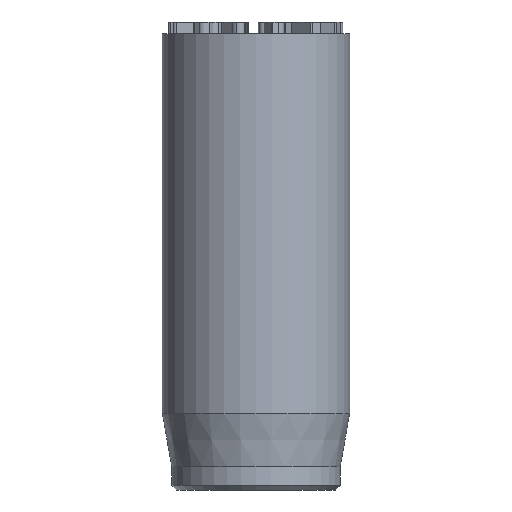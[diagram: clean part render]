
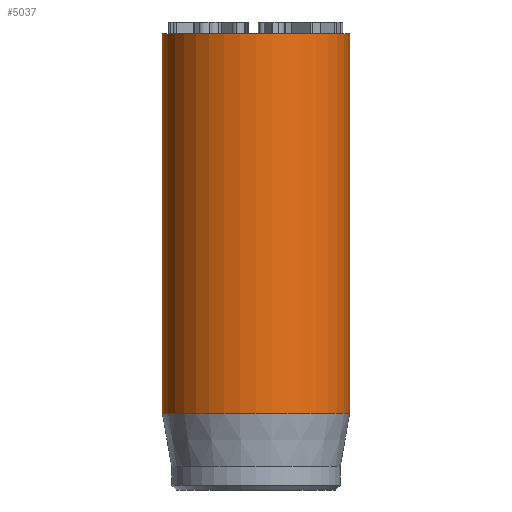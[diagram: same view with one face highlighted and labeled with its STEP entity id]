
A CAD part, front view. The second image highlights one B-rep face of the part: STEP entity #5037.
In plain terms, the highlighted cylindrical face has radius 4 mm (diameter 8 mm), a full revolution.
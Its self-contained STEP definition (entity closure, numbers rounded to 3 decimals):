
#32=CYLINDRICAL_SURFACE('',#5240,4.);
#44=CIRCLE('',#5208,4.);
#60=CIRCLE('',#5238,4.);
#61=CIRCLE('',#5239,4.);
#461=FACE_OUTER_BOUND('',#755,.T.);
#755=EDGE_LOOP('',(#4547,#4548,#4549,#4550,#4551));
#1170=LINE('',#9302,#1591);
#1591=VECTOR('',#5925,4.);
#2362=VERTEX_POINT('',#9242);
#2378=VERTEX_POINT('',#9296);
#2379=VERTEX_POINT('',#9297);
#3081=EDGE_CURVE('',#2362,#2362,#44,.T.);
#3105=EDGE_CURVE('',#2378,#2379,#60,.T.);
#3106=EDGE_CURVE('',#2379,#2378,#61,.T.);
#3108=EDGE_CURVE('',#2362,#2378,#1170,.T.);
#4547=ORIENTED_EDGE('',*,*,#3081,.T.);
#4548=ORIENTED_EDGE('',*,*,#3108,.T.);
#4549=ORIENTED_EDGE('',*,*,#3105,.T.);
#4550=ORIENTED_EDGE('',*,*,#3106,.T.);
#4551=ORIENTED_EDGE('',*,*,#3108,.F.);
#5037=ADVANCED_FACE('',(#461),#32,.T.);
#5208=AXIS2_PLACEMENT_3D('',#9243,#5850,#5851);
#5238=AXIS2_PLACEMENT_3D('',#9298,#5918,#5919);
#5239=AXIS2_PLACEMENT_3D('',#9299,#5920,#5921);
#5240=AXIS2_PLACEMENT_3D('',#9301,#5923,#5924);
#5850=DIRECTION('center_axis',(0.,0.,-1.));
#5851=DIRECTION('ref_axis',(-1.,0.,0.));
#5918=DIRECTION('center_axis',(0.,0.,1.));
#5919=DIRECTION('ref_axis',(-1.,0.,0.));
#5920=DIRECTION('center_axis',(0.,0.,1.));
#5921=DIRECTION('ref_axis',(-1.,0.,0.));
#5923=DIRECTION('center_axis',(0.,0.,1.));
#5924=DIRECTION('ref_axis',(-1.,0.,0.));
#5925=DIRECTION('',(0.,0.,-1.));
#9242=CARTESIAN_POINT('',(4.,0.,19.5));
#9243=CARTESIAN_POINT('Origin',(0.,0.,19.5));
#9296=CARTESIAN_POINT('',(4.,0.,3.269));
#9297=CARTESIAN_POINT('',(-4.,0.,3.269));
#9298=CARTESIAN_POINT('Origin',(0.,0.,3.269));
#9299=CARTESIAN_POINT('Origin',(0.,0.,3.269));
#9301=CARTESIAN_POINT('Origin',(0.,0.,0.));
#9302=CARTESIAN_POINT('',(4.,0.,0.));
